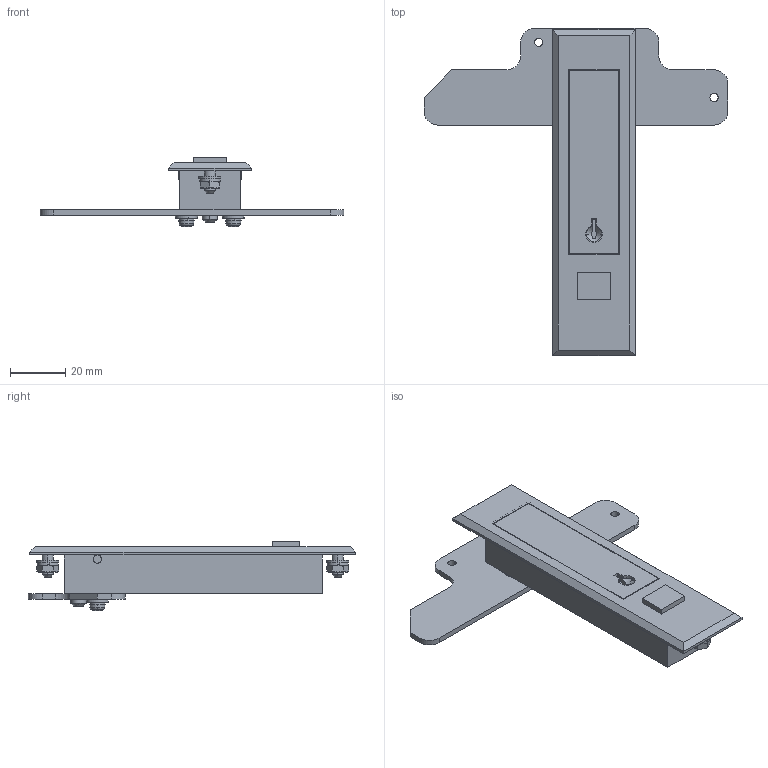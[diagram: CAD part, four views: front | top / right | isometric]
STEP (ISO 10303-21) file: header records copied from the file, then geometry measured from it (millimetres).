
FILE_DESCRIPTION (( 'STEP AP203' ), '1' );
FILE_NAME ('A-1900-2.STEP', '2020-10-05T05:32:22', ( '' ), ( '' ), 'SwSTEP 2.0', 'SolidWorks 2018', '' );
FILE_SCHEMA (( 'CONFIG_CONTROL_DESIGN' ));
Length unit declared in the file: millimetre
Products named in the file (12): A-1900-2_押ボタン_; A-1900-2_ハンドル_; A-1900-2_軸_; A-1900-2_本体_; A-1900-2_六角ナットver1.02_M4ナット(SUS)3種_呼び径基準; A-1900-2_ばね座金ver1.0_M4ばね座金(SUS); A-1900-2_ナット部_; A-1900-2; A-1900-2_平ワッシャーISO(新JIS)ver1.02_M4平ワッシャー(SUS)小形; A-1900-2_カラー_; A-1900-2_止め金_; A-1900-2_十字穴付小ねじ_内径基準ver1.03_M3x8十字穴付なべ小ねじ(SUS)SWシングルセムス(P2)
Assembly tree (14 placements, depth 3):
  A-1900-2
    A-1900-2_本体_
    A-1900-2_ハンドル_
    A-1900-2_押ボタン_
    A-1900-2_軸_
    A-1900-2_止め金_
    A-1900-2_カラー_  x2
    A-1900-2_十字穴付小ねじ_内径基準ver1.03_M3x8十字穴付なべ小ねじ(SUS)SWシングルセムス(P2)  x2
    A-1900-2_ナット部_  x2
      A-1900-2_六角ナットver1.02_M4ナット(SUS)3種_呼び径基準
      A-1900-2_ばね座金ver1.0_M4ばね座金(SUS)
      A-1900-2_平ワッシャーISO(新JIS)ver1.02_M4平ワッシャー(SUS)小形
Bounding box: 110 x 118.5 x 25.25 mm (x, y, z)
Volume: 27804.1 mm3; surface area: 27918 mm2
Topology: 15 solids, 15 shells, 333 faces, 827 edges, 529 vertices
Faces by surface type: plane 164, cylinder 112, cone 49, torus 4, sphere 4
Entity records: 8798 total; most frequent: CARTESIAN_POINT 1488, DIRECTION 1296, ORIENTED_EDGE 1216, EDGE_CURVE 608, AXIS2_PLACEMENT_3D 473, VERTEX_POINT 391, LINE 350, VECTOR 350
